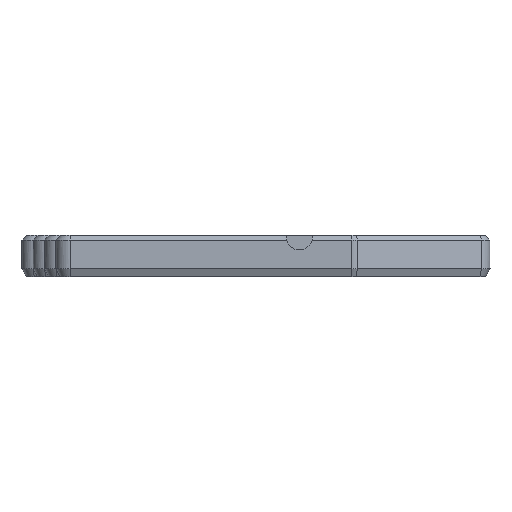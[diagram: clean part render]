
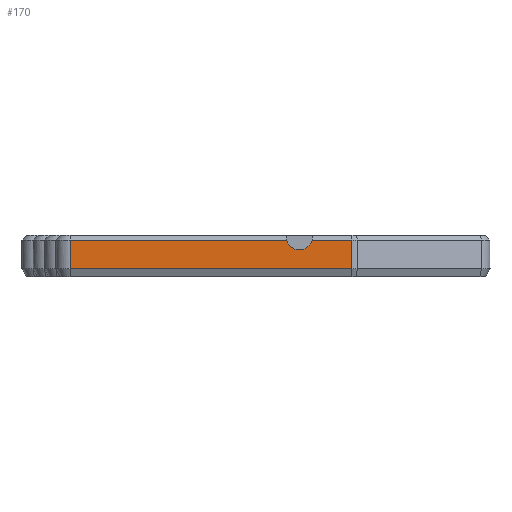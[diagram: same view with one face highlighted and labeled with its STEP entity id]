
A CAD part, left-side view. The second image highlights one B-rep face of the part: STEP entity #170.
In plain terms, the highlighted planar face has unit normal (-1, 0, 0).
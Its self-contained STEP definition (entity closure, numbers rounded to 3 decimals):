
#170=ADVANCED_FACE('',(#306),#2089,.T.);
#306=FACE_OUTER_BOUND('',#454,.T.);
#454=EDGE_LOOP('',(#1109,#1110,#1111,#1112,#1113,#1114));
#1109=ORIENTED_EDGE('',*,*,#1445,.T.);
#1110=ORIENTED_EDGE('',*,*,#1450,.T.);
#1111=ORIENTED_EDGE('',*,*,#1209,.T.);
#1112=ORIENTED_EDGE('',*,*,#1315,.T.);
#1113=ORIENTED_EDGE('',*,*,#1223,.F.);
#1114=ORIENTED_EDGE('',*,*,#1451,.T.);
#1209=EDGE_CURVE('',#1795,#1933,#1633,.T.);
#1223=EDGE_CURVE('',#1891,#1940,#1646,.T.);
#1315=EDGE_CURVE('',#1933,#1940,#1717,.T.);
#1445=EDGE_CURVE('',#1788,#1787,#1777,.T.);
#1450=EDGE_CURVE('',#1787,#1795,#1782,.T.);
#1451=EDGE_CURVE('',#1891,#1788,#1783,.T.);
#1633=B_SPLINE_CURVE_WITH_KNOTS('',1,(#3067,#3068),.UNSPECIFIED.,.F.,.F.,
(2,2),(1.,8.9),.UNSPECIFIED.);
#1646=B_SPLINE_CURVE_WITH_KNOTS('',1,(#3096,#3097),.UNSPECIFIED.,.F.,.F.,
(2,2),(1.,8.9),.UNSPECIFIED.);
#1717=B_SPLINE_CURVE_WITH_KNOTS('',1,(#3345,#3346),.UNSPECIFIED.,.F.,.F.,
(2,2),(-229.327,-169.085),.UNSPECIFIED.);
#1777=B_SPLINE_CURVE_WITH_KNOTS('',3,(#3787,#3788,#3789,#3790,#3791,#3792,
#3793,#3794,#3795,#3796,#3797,#3798,#3799,#3800,#3801,#3802,#3803,#3804,
#3805,#3806,#3807,#3808,#3809),.UNSPECIFIED.,.F.,.F.,(4,2,2,2,2,3,2,2,2,
2,4),(0.679,1.086,2.172,3.259,
3.8,4.342,4.895,5.426,6.512,
7.598,8.006),.UNSPECIFIED.);
#1782=B_SPLINE_CURVE_WITH_KNOTS('',1,(#3821,#3822,#3823),.UNSPECIFIED.,
 .F.,.F.,(2,1,2),(-23.866,-23.783,21.783),
 .UNSPECIFIED.);
#1783=B_SPLINE_CURVE_WITH_KNOTS('',1,(#3824,#3825,#3826),.UNSPECIFIED.,
 .F.,.F.,(2,1,2),(-5.139,3.139,3.222),
 .UNSPECIFIED.);
#1787=VERTEX_POINT('',#2637);
#1788=VERTEX_POINT('',#2638);
#1795=VERTEX_POINT('',#2645);
#1891=VERTEX_POINT('',#2741);
#1933=VERTEX_POINT('',#2783);
#1940=VERTEX_POINT('',#2790);
#2089=PLANE('',#2254);
#2254=AXIS2_PLACEMENT_3D('',#2632,#2371,$);
#2371=DIRECTION('',(-1.,0.,0.));
#2632=CARTESIAN_POINT('',(64.513,1063.781,9.95));
#2637=CARTESIAN_POINT('',(64.513,1018.131,9.282));
#2638=CARTESIAN_POINT('',(64.513,1012.796,9.282));
#2645=CARTESIAN_POINT('',(64.513,1063.781,9.282));
#2741=CARTESIAN_POINT('',(64.513,1004.435,9.282));
#2783=CARTESIAN_POINT('',(64.513,1063.781,3.28));
#2790=CARTESIAN_POINT('',(64.513,1004.435,3.28));
#3067=CARTESIAN_POINT('',(64.513,1063.781,9.282));
#3068=CARTESIAN_POINT('',(64.513,1063.781,3.28));
#3096=CARTESIAN_POINT('',(64.513,1004.435,9.282));
#3097=CARTESIAN_POINT('',(64.513,1004.435,3.28));
#3345=CARTESIAN_POINT('',(64.513,1063.781,3.28));
#3346=CARTESIAN_POINT('',(64.513,1004.435,3.28));
#3787=CARTESIAN_POINT('',(64.513,1012.796,9.282));
#3788=CARTESIAN_POINT('',(64.513,1012.829,9.151));
#3789=CARTESIAN_POINT('',(64.513,1012.871,9.023));
#3790=CARTESIAN_POINT('',(64.513,1013.061,8.564));
#3791=CARTESIAN_POINT('',(64.513,1013.264,8.261));
#3792=CARTESIAN_POINT('',(64.513,1013.774,7.75));
#3793=CARTESIAN_POINT('',(64.513,1014.078,7.548));
#3794=CARTESIAN_POINT('',(64.513,1014.578,7.34));
#3795=CARTESIAN_POINT('',(64.513,1014.75,7.288));
#3796=CARTESIAN_POINT('',(64.513,1015.104,7.218));
#3797=CARTESIAN_POINT('',(64.513,1015.283,7.2));
#3798=CARTESIAN_POINT('',(64.513,1015.464,7.2));
#3799=CARTESIAN_POINT('',(64.513,1015.647,7.2));
#3800=CARTESIAN_POINT('',(64.513,1015.83,7.218));
#3801=CARTESIAN_POINT('',(64.513,1016.183,7.29));
#3802=CARTESIAN_POINT('',(64.513,1016.353,7.342));
#3803=CARTESIAN_POINT('',(64.513,1016.85,7.548));
#3804=CARTESIAN_POINT('',(64.513,1017.153,7.75));
#3805=CARTESIAN_POINT('',(64.513,1017.664,8.261));
#3806=CARTESIAN_POINT('',(64.513,1017.866,8.564));
#3807=CARTESIAN_POINT('',(64.513,1018.056,9.023));
#3808=CARTESIAN_POINT('',(64.513,1018.098,9.151));
#3809=CARTESIAN_POINT('',(64.513,1018.131,9.282));
#3821=CARTESIAN_POINT('',(64.513,1018.131,9.282));
#3822=CARTESIAN_POINT('',(64.513,1018.214,9.282));
#3823=CARTESIAN_POINT('',(64.513,1063.781,9.282));
#3824=CARTESIAN_POINT('',(64.513,1004.435,9.282));
#3825=CARTESIAN_POINT('',(64.513,1012.714,9.282));
#3826=CARTESIAN_POINT('',(64.513,1012.796,9.282));
